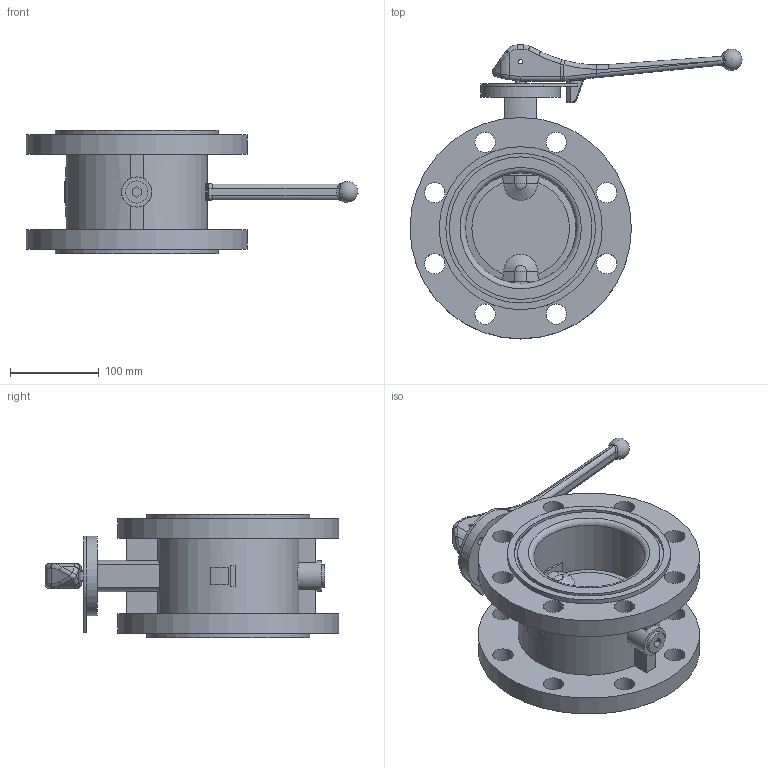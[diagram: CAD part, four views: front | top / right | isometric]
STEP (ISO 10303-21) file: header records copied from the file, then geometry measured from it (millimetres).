
FILE_DESCRIPTION(/* description */ (''),/* implementation_level */ '2;1');
FILE_NAME(/* name */ 'EVFS DN125 PN10-16_lever_std.step',/* time_stamp */ '2025-07-16T09:43:53+02:00',/* author */ (''),/* organization */ (''),/* preprocessor_version */ 'ST-DEVELOPER v20.1',/* originating_system */ 'Autodesk Translation Framework v14.10.0.0',/* authorisation */ '');
FILE_SCHEMA (('AUTOMOTIVE_DESIGN { 1 0 10303 214 3 1 1 }'));
Length unit declared in the file: millimetre
Products named in the file (3): EVFS DN125 PN10-16 w/lever_std; EVFS DN125 PN10_16; EV-SERIES LEVER L2 (DN100-125)
Assembly tree (2 placements, depth 2):
  EVFS DN125 PN10-16 w/lever_std
    EVFS DN125 PN10_16
    EV-SERIES LEVER L2 (DN100-125)
Bounding box: 374.91 x 332 x 140 mm (x, y, z)
Volume: 2754349 mm3; surface area: 380599.2 mm2
Topology: 2 solids, 2 shells, 540 faces, 1395 edges, 881 vertices
Faces by surface type: plane 260, cylinder 130, bspline 109, torus 22, cone 11, sphere 8
Full cylindrical faces by diameter (mm): 5 x2, 9 x4, 16 x1, 23 x16, 25 x1, 34 x1, 90 x1, 125 x2, 161 x2, 169 x2, 184 x2, 250 x2
Entity records: 21324 total; most frequent: CARTESIAN_POINT 8156, ORIENTED_EDGE 2762, DIRECTION 2514, EDGE_CURVE 1381, AXIS2_PLACEMENT_3D 907, VERTEX_POINT 881, LINE 700, VECTOR 700
